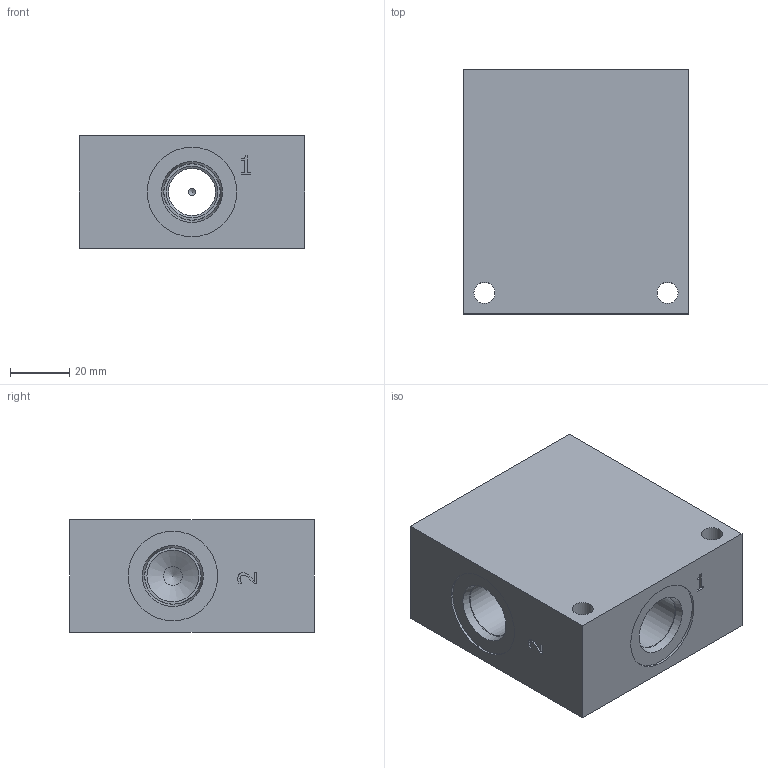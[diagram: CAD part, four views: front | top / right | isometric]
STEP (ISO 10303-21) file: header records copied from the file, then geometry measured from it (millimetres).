
FILE_DESCRIPTION(/* description */ (''),/* implementation_level */ '2;1');
FILE_NAME(/* name */ '_C103CB8S.stp',/* time_stamp */ '2020-06-01T11:16:13-04:00',/* author */ ('devonn'),/* organization */ (''),/* preprocessor_version */ 'ST-DEVELOPER v17',/* originating_system */ 'Autodesk Inventor 2019',/* authorisation */ '');
FILE_SCHEMA (('AUTOMOTIVE_DESIGN { 1 0 10303 214 3 1 1 }'));
Length unit declared in the file: millimetre
Products named in the file (1): Part_AC103CB8S.C13384R0_3D
Bounding box: 76.2 x 82.55 x 38.1 mm (x, y, z)
Volume: 205409 mm3; surface area: 32724.9 mm2
Topology: 2 solids, 2 shells, 443 faces, 1225 edges, 821 vertices
Faces by surface type: plane 250, bspline 152, cylinder 22, cone 19
Full cylindrical faces by diameter (mm): 6.35 x2, 7.137 x2, 9.881 x1, 11.125 x1, 15.875 x1, 15.9 x1, 17.5 x1, 17.501 x2, 19.05 x2, 19.253 x2, 20.625 x1, 21.285 x1, 22.23 x1, 22.49 x1, 30.251 x2, 34.14 x1
Entity records: 15257 total; most frequent: CARTESIAN_POINT 4462, ORIENTED_EDGE 2442, DIRECTION 1592, EDGE_CURVE 1221, LINE 826, VECTOR 826, VERTEX_POINT 821, EDGE_LOOP 488
